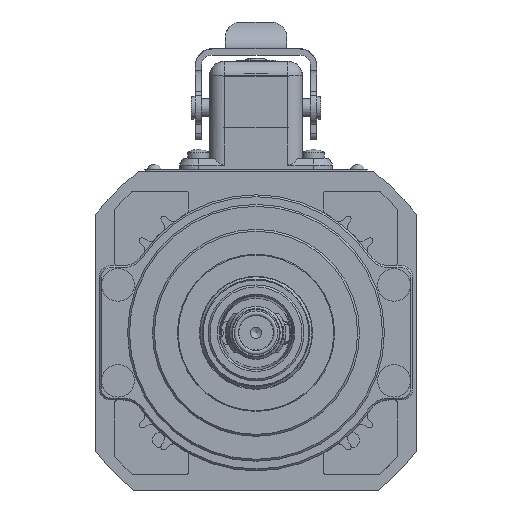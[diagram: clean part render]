
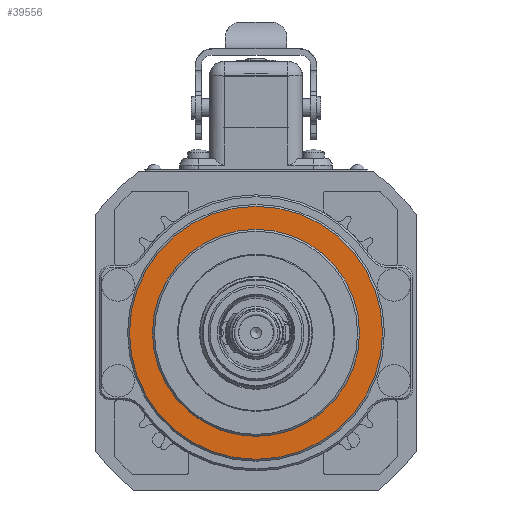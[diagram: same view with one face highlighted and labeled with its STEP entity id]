
A CAD part, front view. The second image highlights one B-rep face of the part: STEP entity #39556.
In plain terms, the highlighted planar face has unit normal (0, -1, 0).
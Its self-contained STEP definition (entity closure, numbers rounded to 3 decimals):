
#4435=PLANE('',#42401);
#5791=CIRCLE('',#42399,33.);
#5792=CIRCLE('',#42400,33.);
#5793=CIRCLE('',#42402,25.);
#8038=VERTEX_POINT('',#60338);
#8039=VERTEX_POINT('',#60340);
#8040=VERTEX_POINT('',#60344);
#18771=EDGE_CURVE('',#8039,#8038,#5791,.T.);
#18772=EDGE_CURVE('',#8038,#8039,#5792,.T.);
#18773=EDGE_CURVE('',#8040,#8040,#5793,.T.);
#26701=ORIENTED_EDGE('',*,*,#18771,.T.);
#26702=ORIENTED_EDGE('',*,*,#18772,.T.);
#26703=ORIENTED_EDGE('',*,*,#18773,.T.);
#34795=EDGE_LOOP('',(#26701,#26702));
#34796=EDGE_LOOP('',(#26703));
#37217=FACE_BOUND('',#34795,.T.);
#37218=FACE_BOUND('',#34796,.T.);
#39556=ADVANCED_FACE('',(#37217,#37218),#4435,.F.);
#42399=AXIS2_PLACEMENT_3D('',#60339,#48013,#48014);
#42400=AXIS2_PLACEMENT_3D('',#60341,#48015,#48016);
#42401=AXIS2_PLACEMENT_3D('',#60342,#48017,$);
#42402=AXIS2_PLACEMENT_3D('',#60343,#48018,#48019);
#48013=DIRECTION('',(0.,-1.,0.));
#48014=DIRECTION('',(-33.,0.,0.));
#48015=DIRECTION('',(0.,-1.,0.));
#48016=DIRECTION('',(-33.,0.,0.));
#48017=DIRECTION('',(0.,1.,0.));
#48018=DIRECTION('',(0.,1.,0.));
#48019=DIRECTION('',(-25.,0.,0.));
#60338=CARTESIAN_POINT('',(0.,-38.,-33.));
#60339=CARTESIAN_POINT('',(0.,-38.,0.));
#60340=CARTESIAN_POINT('',(-33.,-38.,0.));
#60341=CARTESIAN_POINT('',(0.,-38.,0.));
#60342=CARTESIAN_POINT('',(-31.2,-38.,-2.));
#60343=CARTESIAN_POINT('',(0.,-38.,0.));
#60344=CARTESIAN_POINT('',(-25.,-38.,0.));
